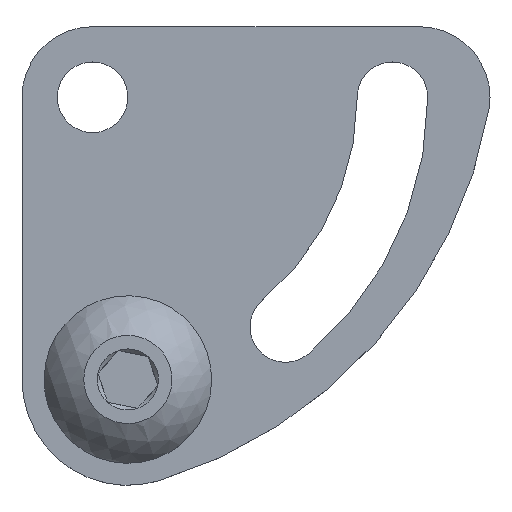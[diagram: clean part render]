
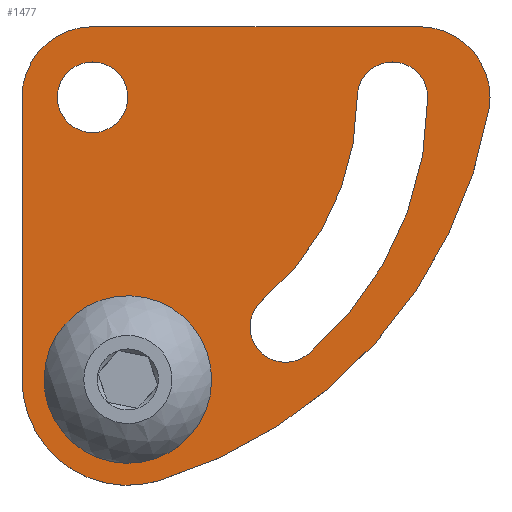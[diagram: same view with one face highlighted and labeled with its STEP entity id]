
A CAD part, top view. The second image highlights one B-rep face of the part: STEP entity #1477.
In plain terms, the highlighted planar face has unit normal (0, 0, 1).
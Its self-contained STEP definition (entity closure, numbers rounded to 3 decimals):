
#153=LINE('',#2228,#179);
#158=LINE('',#2247,#184);
#179=VECTOR('',#1954,1000.);
#184=VECTOR('',#1973,1000.);
#364=ORIENTED_EDGE('',*,*,#767,.T.);
#365=ORIENTED_EDGE('',*,*,#768,.F.);
#366=ORIENTED_EDGE('',*,*,#769,.F.);
#367=ORIENTED_EDGE('',*,*,#770,.F.);
#368=ORIENTED_EDGE('',*,*,#771,.F.);
#369=ORIENTED_EDGE('',*,*,#772,.T.);
#370=ORIENTED_EDGE('',*,*,#747,.F.);
#371=ORIENTED_EDGE('',*,*,#773,.T.);
#372=ORIENTED_EDGE('',*,*,#756,.F.);
#373=ORIENTED_EDGE('',*,*,#753,.F.);
#374=ORIENTED_EDGE('',*,*,#751,.F.);
#375=ORIENTED_EDGE('',*,*,#774,.T.);
#747=EDGE_CURVE('',#976,#977,#153,.T.);
#751=EDGE_CURVE('',#980,#981,#1166,.T.);
#753=EDGE_CURVE('',#981,#982,#1167,.T.);
#756=EDGE_CURVE('',#982,#984,#158,.T.);
#767=EDGE_CURVE('',#992,#992,#1177,.T.);
#768=EDGE_CURVE('',#993,#994,#1178,.T.);
#769=EDGE_CURVE('',#995,#993,#1179,.T.);
#770=EDGE_CURVE('',#996,#995,#1180,.T.);
#771=EDGE_CURVE('',#994,#996,#1181,.T.);
#772=EDGE_CURVE('',#997,#997,#1182,.T.);
#773=EDGE_CURVE('',#976,#984,#1183,.F.);
#774=EDGE_CURVE('',#980,#977,#1184,.F.);
#976=VERTEX_POINT('',#2227);
#977=VERTEX_POINT('',#2229);
#980=VERTEX_POINT('',#2236);
#981=VERTEX_POINT('',#2238);
#982=VERTEX_POINT('',#2242);
#984=VERTEX_POINT('',#2248);
#992=VERTEX_POINT('',#2269);
#993=VERTEX_POINT('',#2271);
#994=VERTEX_POINT('',#2272);
#995=VERTEX_POINT('',#2274);
#996=VERTEX_POINT('',#2276);
#997=VERTEX_POINT('',#2279);
#1166=CIRCLE('',#1751,26.881);
#1167=CIRCLE('',#1753,6.);
#1177=CIRCLE('',#1766,2.);
#1178=CIRCLE('',#1767,15.);
#1179=CIRCLE('',#1768,2.);
#1180=CIRCLE('',#1769,19.);
#1181=CIRCLE('',#1770,2.);
#1182=CIRCLE('',#1771,2.5);
#1183=CIRCLE('',#1772,4.);
#1184=CIRCLE('',#1773,4.);
#1258=EDGE_LOOP('',(#364));
#1259=EDGE_LOOP('',(#365,#366,#367,#368));
#1260=EDGE_LOOP('',(#369));
#1261=EDGE_LOOP('',(#370,#371,#372,#373,#374,#375));
#1370=FACE_BOUND('',#1258,.T.);
#1371=FACE_BOUND('',#1259,.T.);
#1372=FACE_BOUND('',#1260,.T.);
#1373=FACE_BOUND('',#1261,.T.);
#1424=PLANE('',#1765);
#1477=ADVANCED_FACE('',(#1370,#1371,#1372,#1373),#1424,.F.);
#1751=AXIS2_PLACEMENT_3D('',#2237,#1961,#1962);
#1753=AXIS2_PLACEMENT_3D('',#2241,#1966,#1967);
#1765=AXIS2_PLACEMENT_3D('',#2267,#1994,#1995);
#1766=AXIS2_PLACEMENT_3D('',#2268,#1996,#1997);
#1767=AXIS2_PLACEMENT_3D('',#2270,#1998,#1999);
#1768=AXIS2_PLACEMENT_3D('',#2273,#2000,#2001);
#1769=AXIS2_PLACEMENT_3D('',#2275,#2002,#2003);
#1770=AXIS2_PLACEMENT_3D('',#2277,#2004,#2005);
#1771=AXIS2_PLACEMENT_3D('',#2278,#2006,#2007);
#1772=AXIS2_PLACEMENT_3D('',#2280,#2008,#2009);
#1773=AXIS2_PLACEMENT_3D('',#2281,#2010,#2011);
#1954=DIRECTION('',(1.,0.,0.));
#1961=DIRECTION('',(0.,0.,-1.));
#1962=DIRECTION('',(1.,0.,0.));
#1966=DIRECTION('',(0.,0.,-1.));
#1967=DIRECTION('',(1.,0.,0.));
#1973=DIRECTION('',(0.,1.,0.));
#1994=DIRECTION('',(0.,0.,-1.));
#1995=DIRECTION('',(-1.,0.,0.));
#1996=DIRECTION('',(0.,0.,-1.));
#1997=DIRECTION('',(0.,1.,0.));
#1998=DIRECTION('',(0.,0.,-1.));
#1999=DIRECTION('',(0.,1.,0.));
#2000=DIRECTION('',(0.,0.,1.));
#2001=DIRECTION('',(0.,-1.,0.));
#2002=DIRECTION('',(0.,0.,1.));
#2003=DIRECTION('',(0.,1.,0.));
#2004=DIRECTION('',(0.,0.,1.));
#2005=DIRECTION('',(0.,1.,0.));
#2006=DIRECTION('',(0.,0.,-1.));
#2007=DIRECTION('',(1.,0.,0.));
#2008=DIRECTION('',(0.,0.,-1.));
#2009=DIRECTION('',(-1.,0.,0.));
#2010=DIRECTION('',(0.,0.,-1.));
#2011=DIRECTION('',(-1.,0.,0.));
#2227=CARTESIAN_POINT('',(-2.,20.,0.));
#2228=CARTESIAN_POINT('',(-6.,20.,0.));
#2229=CARTESIAN_POINT('',(16.528,20.,0.));
#2236=CARTESIAN_POINT('',(20.467,15.301,0.));
#2237=CARTESIAN_POINT('',(-6.,20.,0.));
#2238=CARTESIAN_POINT('',(1.724,-5.747,0.));
#2241=CARTESIAN_POINT('',(0.,0.,0.));
#2242=CARTESIAN_POINT('',(-6.,0.,0.));
#2247=CARTESIAN_POINT('',(-6.,0.,0.));
#2248=CARTESIAN_POINT('',(-6.,16.,0.));
#2267=CARTESIAN_POINT('',(-6.,20.,0.));
#2268=CARTESIAN_POINT('',(-2.,16.,0.));
#2269=CARTESIAN_POINT('',(-2.,18.,0.));
#2270=CARTESIAN_POINT('',(-2.,16.,0.));
#2271=CARTESIAN_POINT('',(13.,16.,0.));
#2272=CARTESIAN_POINT('',(7.642,4.509,0.));
#2273=CARTESIAN_POINT('',(15.,16.,0.));
#2274=CARTESIAN_POINT('',(17.,16.,0.));
#2275=CARTESIAN_POINT('',(-2.,16.,0.));
#2276=CARTESIAN_POINT('',(10.213,1.445,0.));
#2277=CARTESIAN_POINT('',(8.927,2.977,0.));
#2278=CARTESIAN_POINT('',(0.,0.,0.));
#2279=CARTESIAN_POINT('',(2.5,0.,0.));
#2280=CARTESIAN_POINT('',(-2.,16.,0.));
#2281=CARTESIAN_POINT('',(16.528,16.,0.));
